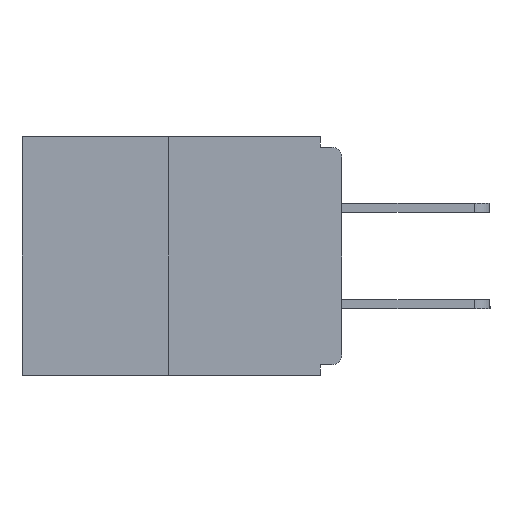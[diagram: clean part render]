
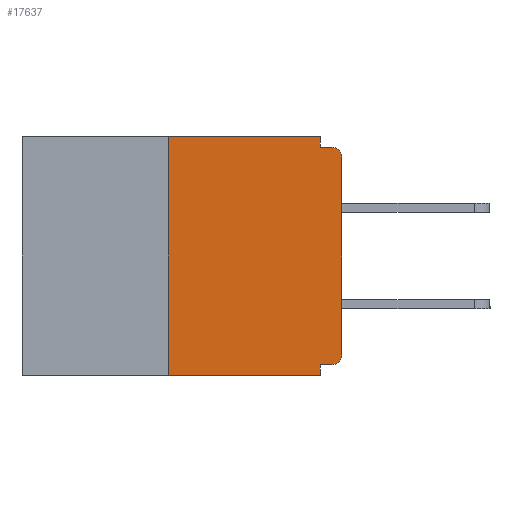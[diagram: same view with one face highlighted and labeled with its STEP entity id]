
A CAD part, left-side view. The second image highlights one B-rep face of the part: STEP entity #17637.
In plain terms, the highlighted planar face has unit normal (-1, 0, 0).
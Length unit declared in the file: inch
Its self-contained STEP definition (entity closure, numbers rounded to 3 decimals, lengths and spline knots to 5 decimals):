
#43 = CARTESIAN_POINT ( 'NONE',  ( 0., 0.015, -0.313 ) ) ;
#85 = ORIENTED_EDGE ( 'NONE', *, *, #1113, .F. ) ;
#307 = VERTEX_POINT ( 'NONE', #10399 ) ;
#490 = VERTEX_POINT ( 'NONE', #19195 ) ;
#1031 = CARTESIAN_POINT ( 'NONE',  ( 0., 0.031, -0.343 ) ) ;
#1114 = VERTEX_POINT ( 'NONE', #16473 ) ;
#1113 = EDGE_CURVE ( 'NONE', #1114, #5317, #18266, .T. ) ;
#1146 = CARTESIAN_POINT ( 'NONE',  ( 0., 0.25, -0.343 ) ) ;
#1302 = LINE ( 'NONE', #12060, #1971 ) ;
#1742 = DIRECTION ( 'NONE',  ( 0., 0., -1. ) ) ;
#1952 = VECTOR ( 'NONE', #16548, 39.37008 ) ;
#1971 = VECTOR ( 'NONE', #13300, 39.37008 ) ;
#2347 = CIRCLE ( 'NONE', #3637, 0.015 ) ;
#3159 = DIRECTION ( 'NONE',  ( -1., 0., 0. ) ) ;
#3187 = EDGE_CURVE ( 'NONE', #16712, #307, #6025, .T. ) ;
#3263 = DIRECTION ( 'NONE',  ( -1., 0., 0. ) ) ;
#3561 = CIRCLE ( 'NONE', #19274, 0.015 ) ;
#3637 = AXIS2_PLACEMENT_3D ( 'NONE', #9491, #3159, #1742 ) ;
#4489 = CARTESIAN_POINT ( 'NONE',  ( 0., 0.25, 0. ) ) ;
#4533 = CARTESIAN_POINT ( 'NONE',  ( 0., 0., -0.328 ) ) ;
#4586 = DIRECTION ( 'NONE',  ( 0., 0., 1. ) ) ;
#4966 = DIRECTION ( 'NONE',  ( 1., 0., 0. ) ) ;
#5317 = VERTEX_POINT ( 'NONE', #8844 ) ;
#5614 = LINE ( 'NONE', #16435, #9265 ) ;
#5727 = EDGE_CURVE ( 'NONE', #490, #8339, #12224, .T. ) ;
#5876 = VERTEX_POINT ( 'NONE', #1146 ) ;
#6025 = LINE ( 'NONE', #12267, #1952 ) ;
#6046 = CARTESIAN_POINT ( 'NONE',  ( 0., 0.25, 0. ) ) ;
#6506 = EDGE_CURVE ( 'NONE', #5876, #10238, #19771, .T. ) ;
#6575 = FACE_OUTER_BOUND ( 'NONE', #16239, .T. ) ;
#6915 = DIRECTION ( 'NONE',  ( 0., -1., 0. ) ) ;
#7526 = ORIENTED_EDGE ( 'NONE', *, *, #13838, .F. ) ;
#7573 = DIRECTION ( 'NONE',  ( 0., -1., 0. ) ) ;
#7780 = DIRECTION ( 'NONE',  ( 0., 0., -1. ) ) ;
#7864 = ORIENTED_EDGE ( 'NONE', *, *, #15095, .T. ) ;
#8339 = VERTEX_POINT ( 'NONE', #18872 ) ;
#8844 = CARTESIAN_POINT ( 'NONE',  ( 0., 0.031, -0.328 ) ) ;
#8924 = CARTESIAN_POINT ( 'NONE',  ( 0., 0.031, 0. ) ) ;
#9089 = AXIS2_PLACEMENT_3D ( 'NONE', #13828, #4966, #7780 ) ;
#9265 = VECTOR ( 'NONE', #6915, 39.37008 ) ;
#9491 = CARTESIAN_POINT ( 'NONE',  ( 0., 0.015, -0.03 ) ) ;
#10037 = ORIENTED_EDGE ( 'NONE', *, *, #6506, .F. ) ;
#10238 = VERTEX_POINT ( 'NONE', #4489 ) ;
#10292 = EDGE_CURVE ( 'NONE', #1114, #490, #3561, .T. ) ;
#10399 = CARTESIAN_POINT ( 'NONE',  ( 0., 0.015, -0.015 ) ) ;
#10401 = ORIENTED_EDGE ( 'NONE', *, *, #10987, .F. ) ;
#10453 = DIRECTION ( 'NONE',  ( 0., 1., 0. ) ) ;
#10987 = EDGE_CURVE ( 'NONE', #5317, #14287, #1302, .T. ) ;
#11072 = ORIENTED_EDGE ( 'NONE', *, *, #3187, .F. ) ;
#11416 = ORIENTED_EDGE ( 'NONE', *, *, #10292, .T. ) ;
#12060 = CARTESIAN_POINT ( 'NONE',  ( 0., 0.031, -0.343 ) ) ;
#12120 = VECTOR ( 'NONE', #7573, 39.37008 ) ;
#12182 = DIRECTION ( 'NONE',  ( 0., 0., 1. ) ) ;
#12224 = LINE ( 'NONE', #18320, #12989 ) ;
#12267 = CARTESIAN_POINT ( 'NONE',  ( 0., 0., -0.015 ) ) ;
#12616 = CARTESIAN_POINT ( 'NONE',  ( 0., 0.031, 0. ) ) ;
#12989 = VECTOR ( 'NONE', #4586, 39.37008 ) ;
#13300 = DIRECTION ( 'NONE',  ( 0., 0., -1. ) ) ;
#13720 = LINE ( 'NONE', #17903, #12120 ) ;
#13828 = CARTESIAN_POINT ( 'NONE',  ( 0., 0.46, 0. ) ) ;
#13838 = EDGE_CURVE ( 'NONE', #10238, #17621, #13720, .T. ) ;
#13888 = VECTOR ( 'NONE', #10453, 39.37008 ) ;
#14287 = VERTEX_POINT ( 'NONE', #1031 ) ;
#15095 = EDGE_CURVE ( 'NONE', #5876, #14287, #5614, .T. ) ;
#15416 = ORIENTED_EDGE ( 'NONE', *, *, #5727, .T. ) ;
#15707 = PLANE ( 'NONE',  #9089 ) ;
#15805 = VECTOR ( 'NONE', #18134, 39.37008 ) ;
#16221 = VECTOR ( 'NONE', #12182, 39.37008 ) ;
#16239 = EDGE_LOOP ( 'NONE', ( #7526, #10037, #7864, #10401, #85, #11416, #15416, #18341, #11072, #17586 ) ) ;
#16435 = CARTESIAN_POINT ( 'NONE',  ( 0., 0.46, -0.343 ) ) ;
#16473 = CARTESIAN_POINT ( 'NONE',  ( 0., 0.015, -0.328 ) ) ;
#16548 = DIRECTION ( 'NONE',  ( 0., -1., 0. ) ) ;
#16712 = VERTEX_POINT ( 'NONE', #18549 ) ;
#16900 = DIRECTION ( 'NONE',  ( 0., 0., -1. ) ) ;
#16981 = EDGE_CURVE ( 'NONE', #17621, #16712, #17945, .T. ) ;
#17586 = ORIENTED_EDGE ( 'NONE', *, *, #16981, .F. ) ;
#17605 = EDGE_CURVE ( 'NONE', #8339, #307, #2347, .T. ) ;
#17621 = VERTEX_POINT ( 'NONE', #12616 ) ;
#17637 = ADVANCED_FACE ( 'NONE', ( #6575 ), #15707, .F. ) ;
#17903 = CARTESIAN_POINT ( 'NONE',  ( 0., 0.46, 0. ) ) ;
#17945 = LINE ( 'NONE', #8924, #15805 ) ;
#18134 = DIRECTION ( 'NONE',  ( 0., 0., -1. ) ) ;
#18266 = LINE ( 'NONE', #4533, #13888 ) ;
#18320 = CARTESIAN_POINT ( 'NONE',  ( 0., 0., 0. ) ) ;
#18341 = ORIENTED_EDGE ( 'NONE', *, *, #17605, .T. ) ;
#18549 = CARTESIAN_POINT ( 'NONE',  ( 0., 0.031, -0.015 ) ) ;
#18872 = CARTESIAN_POINT ( 'NONE',  ( 0., 0., -0.03 ) ) ;
#19195 = CARTESIAN_POINT ( 'NONE',  ( 0., 0., -0.313 ) ) ;
#19274 = AXIS2_PLACEMENT_3D ( 'NONE', #43, #3263, #16900 ) ;
#19771 = LINE ( 'NONE', #6046, #16221 ) ;
